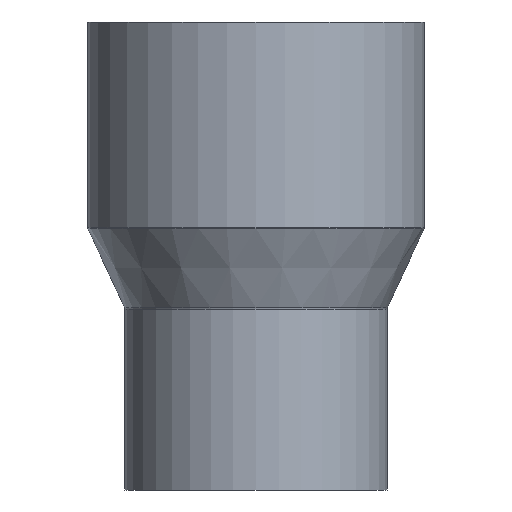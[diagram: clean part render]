
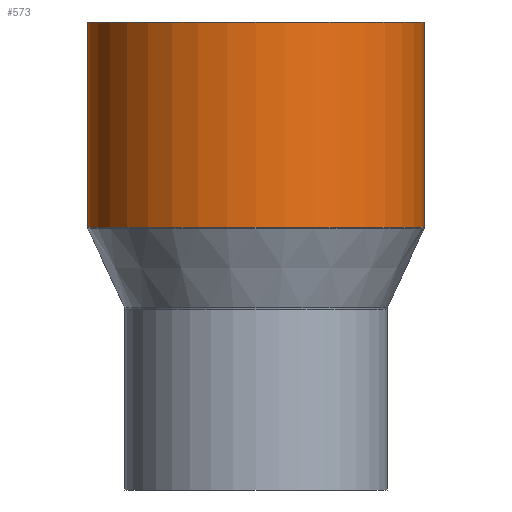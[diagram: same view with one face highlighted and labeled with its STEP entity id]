
A CAD part, front view. The second image highlights one B-rep face of the part: STEP entity #573.
In plain terms, the highlighted cylindrical face has radius 90 mm (diameter 180 mm), a partial arc.
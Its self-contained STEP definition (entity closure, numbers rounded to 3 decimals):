
#1 = EDGE_CURVE ( 'NONE', #598, #471, #278, .T. ) ;
#13 = CARTESIAN_POINT ( 'NONE',  ( -90., 0., -16.533 ) ) ;
#26 = DIRECTION ( 'NONE',  ( 0., 0., -1. ) ) ;
#34 = CARTESIAN_POINT ( 'NONE',  ( 0., 0., 17.965 ) ) ;
#56 = DIRECTION ( 'NONE',  ( 0., 0., -1. ) ) ;
#78 = ORIENTED_EDGE ( 'NONE', *, *, #266, .F. ) ;
#81 = EDGE_CURVE ( 'NONE', #587, #471, #509, .T. ) ;
#82 = DIRECTION ( 'NONE',  ( 0., 0., -1. ) ) ;
#84 = CARTESIAN_POINT ( 'NONE',  ( 0., 0., 127.522 ) ) ;
#162 = VERTEX_POINT ( 'NONE', #426 ) ;
#184 = EDGE_CURVE ( 'NONE', #162, #598, #419, .T. ) ;
#215 = EDGE_LOOP ( 'NONE', ( #78, #410, #498, #441 ) ) ;
#216 = VECTOR ( 'NONE', #26, 1000. ) ;
#235 = FACE_OUTER_BOUND ( 'NONE', #215, .T. ) ;
#250 = CARTESIAN_POINT ( 'NONE',  ( 90., 0., -16.533 ) ) ;
#266 = EDGE_CURVE ( 'NONE', #162, #587, #398, .T. ) ;
#278 = LINE ( 'NONE', #13, #216 ) ;
#384 = DIRECTION ( 'NONE',  ( 0., 0., -1. ) ) ;
#398 = LINE ( 'NONE', #250, #432 ) ;
#410 = ORIENTED_EDGE ( 'NONE', *, *, #184, .T. ) ;
#419 = CIRCLE ( 'NONE', #467, 90. ) ;
#426 = CARTESIAN_POINT ( 'NONE',  ( 90., 0., 127.522 ) ) ;
#432 = VECTOR ( 'NONE', #56, 1000. ) ;
#434 = DIRECTION ( 'NONE',  ( -1., 0., 0. ) ) ;
#441 = ORIENTED_EDGE ( 'NONE', *, *, #81, .F. ) ;
#455 = AXIS2_PLACEMENT_3D ( 'NONE', #34, #589, #597 ) ;
#467 = AXIS2_PLACEMENT_3D ( 'NONE', #84, #384, #493 ) ;
#471 = VERTEX_POINT ( 'NONE', #615 ) ;
#493 = DIRECTION ( 'NONE',  ( -1., 0., 0. ) ) ;
#498 = ORIENTED_EDGE ( 'NONE', *, *, #1, .T. ) ;
#509 = CIRCLE ( 'NONE', #455, 90. ) ;
#510 = AXIS2_PLACEMENT_3D ( 'NONE', #528, #82, #434 ) ;
#528 = CARTESIAN_POINT ( 'NONE',  ( 0., 0., -16.533 ) ) ;
#536 = CARTESIAN_POINT ( 'NONE',  ( 90., 0., 17.965 ) ) ;
#573 = ADVANCED_FACE ( 'NONE', ( #235 ), #644, .T. ) ;
#580 = CARTESIAN_POINT ( 'NONE',  ( -90., 0., 127.522 ) ) ;
#587 = VERTEX_POINT ( 'NONE', #536 ) ;
#589 = DIRECTION ( 'NONE',  ( 0., 0., -1. ) ) ;
#597 = DIRECTION ( 'NONE',  ( -1., 0., 0. ) ) ;
#598 = VERTEX_POINT ( 'NONE', #580 ) ;
#615 = CARTESIAN_POINT ( 'NONE',  ( -90., 0., 17.965 ) ) ;
#644 = CYLINDRICAL_SURFACE ( 'NONE', #510, 90. ) ;
